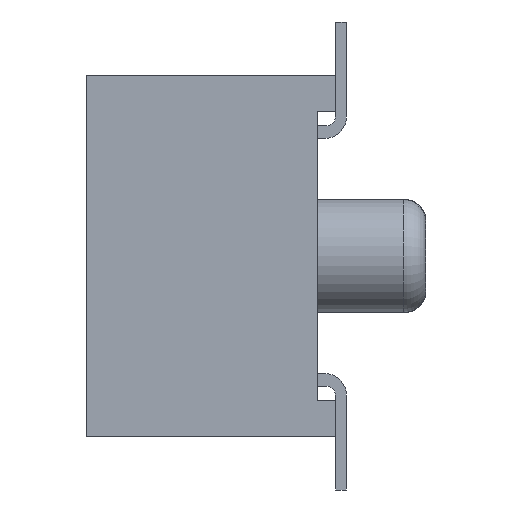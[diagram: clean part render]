
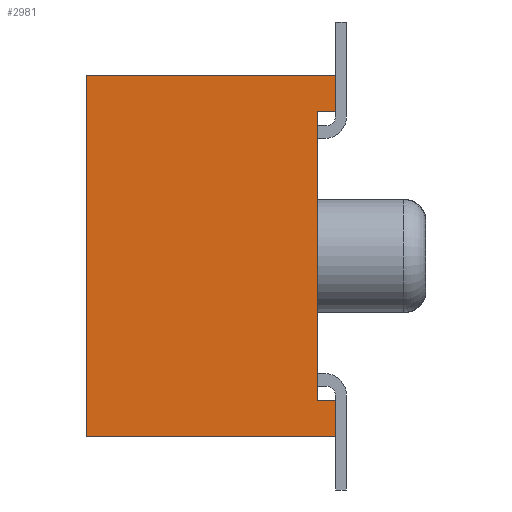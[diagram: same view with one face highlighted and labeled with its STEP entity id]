
A CAD part, left-side view. The second image highlights one B-rep face of the part: STEP entity #2981.
In plain terms, the highlighted planar face has unit normal (-1, 0, 0).
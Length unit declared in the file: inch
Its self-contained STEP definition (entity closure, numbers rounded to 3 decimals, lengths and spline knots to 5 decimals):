
#2981 = ADVANCED_FACE( '', ( #6427 ), #6428, .F. );
#6427 = FACE_OUTER_BOUND( '', #10123, .T. );
#6428 = PLANE( '', #10124 );
#10123 = EDGE_LOOP( '', ( #19660, #19661, #19662, #19663, #19664, #19665, #19666, #19667 ) );
#10124 = AXIS2_PLACEMENT_3D( '', #19668, #19669, #19670 );
#19660 = ORIENTED_EDGE( '', *, *, #24207, .T. );
#19661 = ORIENTED_EDGE( '', *, *, #24964, .T. );
#19662 = ORIENTED_EDGE( '', *, *, #25988, .F. );
#19663 = ORIENTED_EDGE( '', *, *, #22317, .F. );
#19664 = ORIENTED_EDGE( '', *, *, #25652, .T. );
#19665 = ORIENTED_EDGE( '', *, *, #24281, .T. );
#19666 = ORIENTED_EDGE( '', *, *, #25526, .T. );
#19667 = ORIENTED_EDGE( '', *, *, #23883, .T. );
#19668 = CARTESIAN_POINT( '', ( -1., 0.138, -0.1 ) );
#19669 = DIRECTION( '', ( 1., 0., 0. ) );
#19670 = DIRECTION( '', ( 0., 0., -1. ) );
#22317 = EDGE_CURVE( '', #26994, #26996, #26997, .T. );
#23883 = EDGE_CURVE( '', #29574, #29575, #29576, .T. );
#24207 = EDGE_CURVE( '', #29575, #30068, #30069, .T. );
#24281 = EDGE_CURVE( '', #30183, #30181, #30184, .T. );
#24964 = EDGE_CURVE( '', #30068, #31144, #31146, .T. );
#25526 = EDGE_CURVE( '', #30181, #29574, #31903, .T. );
#25652 = EDGE_CURVE( '', #26994, #30183, #32052, .T. );
#25988 = EDGE_CURVE( '', #26996, #31144, #32449, .T. );
#26994 = VERTEX_POINT( '', #33763 );
#26996 = VERTEX_POINT( '', #33766 );
#26997 = LINE( '', #33767, #33768 );
#29574 = VERTEX_POINT( '', #37520 );
#29575 = VERTEX_POINT( '', #37521 );
#29576 = LINE( '', #37522, #37523 );
#30068 = VERTEX_POINT( '', #38247 );
#30069 = LINE( '', #38248, #38249 );
#30181 = VERTEX_POINT( '', #38413 );
#30183 = VERTEX_POINT( '', #38416 );
#30184 = LINE( '', #38417, #38418 );
#31144 = VERTEX_POINT( '', #39840 );
#31146 = LINE( '', #39843, #39844 );
#31903 = LINE( '', #41017, #41018 );
#32052 = LINE( '', #41240, #41241 );
#32449 = LINE( '', #41872, #41873 );
#33763 = CARTESIAN_POINT( '', ( -1., 0.138, -0.1 ) );
#33766 = CARTESIAN_POINT( '', ( -1., 0.138, 0.1 ) );
#33767 = CARTESIAN_POINT( '', ( -1., 0.138, -0.1 ) );
#33768 = VECTOR( '', #42665, 39.37008 );
#37520 = CARTESIAN_POINT( '', ( -1., 0.01, -0.08 ) );
#37521 = CARTESIAN_POINT( '', ( -1., 0.01, 0.08 ) );
#37522 = CARTESIAN_POINT( '', ( -1., 0.01, -0.08 ) );
#37523 = VECTOR( '', #44075, 39.37008 );
#38247 = CARTESIAN_POINT( '', ( -1., 0., 0.08 ) );
#38248 = CARTESIAN_POINT( '', ( -1., 0.01, 0.08 ) );
#38249 = VECTOR( '', #44350, 39.37008 );
#38413 = CARTESIAN_POINT( '', ( -1., 0., -0.08 ) );
#38416 = CARTESIAN_POINT( '', ( -1., 0., -0.1 ) );
#38417 = CARTESIAN_POINT( '', ( -1., 0., -0.1 ) );
#38418 = VECTOR( '', #44413, 39.37008 );
#39840 = CARTESIAN_POINT( '', ( -1., 0., 0.1 ) );
#39843 = CARTESIAN_POINT( '', ( -1., 0., -0.1 ) );
#39844 = VECTOR( '', #44973, 39.37008 );
#41017 = CARTESIAN_POINT( '', ( -1., 0., -0.08 ) );
#41018 = VECTOR( '', #45441, 39.37008 );
#41240 = CARTESIAN_POINT( '', ( -1., 0.138, -0.1 ) );
#41241 = VECTOR( '', #45524, 39.37008 );
#41872 = CARTESIAN_POINT( '', ( -1., 0.138, 0.1 ) );
#41873 = VECTOR( '', #45777, 39.37008 );
#42665 = DIRECTION( '', ( 0., 0., 1. ) );
#44075 = DIRECTION( '', ( 0., 0., 1. ) );
#44350 = DIRECTION( '', ( 0., -1., 0. ) );
#44413 = DIRECTION( '', ( 0., 0., 1. ) );
#44973 = DIRECTION( '', ( 0., 0., 1. ) );
#45441 = DIRECTION( '', ( 0., 1., 0. ) );
#45524 = DIRECTION( '', ( 0., -1., 0. ) );
#45777 = DIRECTION( '', ( 0., -1., 0. ) );
